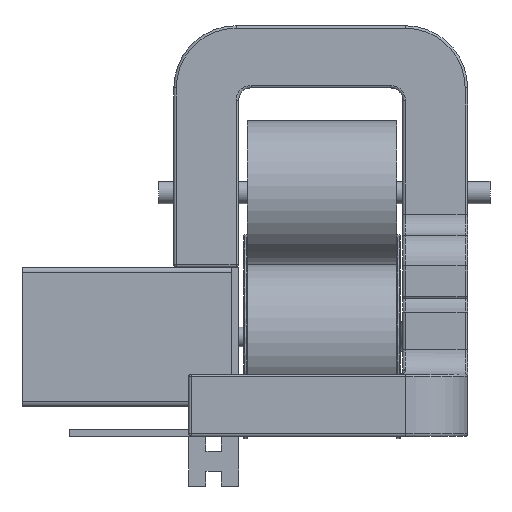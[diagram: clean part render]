
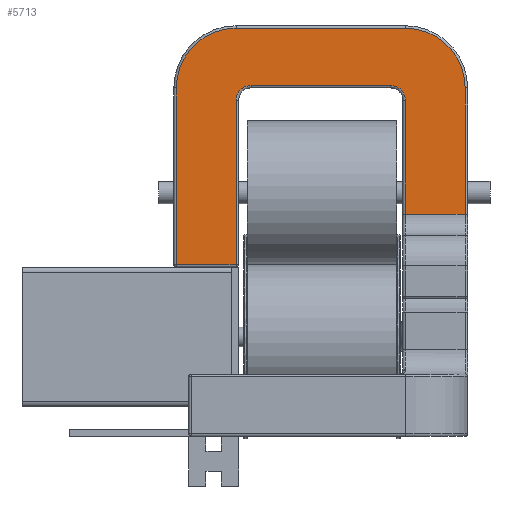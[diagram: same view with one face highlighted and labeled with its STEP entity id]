
A CAD part, front view. The second image highlights one B-rep face of the part: STEP entity #5713.
In plain terms, the highlighted planar face has unit normal (0, -1, 0).
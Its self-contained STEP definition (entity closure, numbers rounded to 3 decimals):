
#515=CIRCLE('',#6427,6.);
#522=CIRCLE('',#6441,24.);
#528=CIRCLE('',#6453,24.);
#529=CIRCLE('',#6454,6.);
#1078=FACE_OUTER_BOUND('',#1493,.T.);
#1493=EDGE_LOOP('',(#5013,#5014,#5015,#5016,#5017,#5018,#5019,#5020,#5021,
#5022,#5023,#5024));
#1913=LINE('',#10360,#2300);
#1914=LINE('',#10369,#2301);
#1918=LINE('',#10391,#2305);
#1920=LINE('',#10401,#2307);
#1921=LINE('',#10404,#2308);
#1922=LINE('',#10408,#2309);
#1923=LINE('',#10410,#2310);
#1924=LINE('',#10412,#2311);
#2300=VECTOR('',#8145,10.);
#2301=VECTOR('',#8158,10.);
#2305=VECTOR('',#8190,10.);
#2307=VECTOR('',#8206,8.5);
#2308=VECTOR('',#8209,10.);
#2309=VECTOR('',#8212,10.);
#2310=VECTOR('',#8213,10.);
#2311=VECTOR('',#8214,10.);
#2761=VERTEX_POINT('',#10353);
#2764=VERTEX_POINT('',#10358);
#2765=VERTEX_POINT('',#10362);
#2766=VERTEX_POINT('',#10367);
#2768=VERTEX_POINT('',#10383);
#2769=VERTEX_POINT('',#10385);
#2770=VERTEX_POINT('',#10389);
#2772=VERTEX_POINT('',#10403);
#2773=VERTEX_POINT('',#10405);
#2774=VERTEX_POINT('',#10407);
#2775=VERTEX_POINT('',#10409);
#2776=VERTEX_POINT('',#10411);
#3512=EDGE_CURVE('',#2764,#2761,#1913,.T.);
#3514=EDGE_CURVE('',#2765,#2764,#515,.T.);
#3517=EDGE_CURVE('',#2766,#2765,#1914,.T.);
#3525=EDGE_CURVE('',#2768,#2769,#522,.T.);
#3528=EDGE_CURVE('',#2769,#2770,#1918,.T.);
#3533=EDGE_CURVE('',#2770,#2766,#1920,.T.);
#3534=EDGE_CURVE('',#2772,#2768,#1921,.T.);
#3535=EDGE_CURVE('',#2773,#2772,#528,.T.);
#3536=EDGE_CURVE('',#2774,#2773,#1922,.T.);
#3537=EDGE_CURVE('',#2775,#2774,#1923,.T.);
#3538=EDGE_CURVE('',#2776,#2775,#1924,.T.);
#3539=EDGE_CURVE('',#2761,#2776,#529,.T.);
#5013=ORIENTED_EDGE('',*,*,#3517,.F.);
#5014=ORIENTED_EDGE('',*,*,#3533,.F.);
#5015=ORIENTED_EDGE('',*,*,#3528,.F.);
#5016=ORIENTED_EDGE('',*,*,#3525,.F.);
#5017=ORIENTED_EDGE('',*,*,#3534,.F.);
#5018=ORIENTED_EDGE('',*,*,#3535,.F.);
#5019=ORIENTED_EDGE('',*,*,#3536,.F.);
#5020=ORIENTED_EDGE('',*,*,#3537,.F.);
#5021=ORIENTED_EDGE('',*,*,#3538,.F.);
#5022=ORIENTED_EDGE('',*,*,#3539,.F.);
#5023=ORIENTED_EDGE('',*,*,#3512,.F.);
#5024=ORIENTED_EDGE('',*,*,#3514,.F.);
#5372=PLANE('',#6452);
#5713=ADVANCED_FACE('',(#1078),#5372,.T.);
#6427=AXIS2_PLACEMENT_3D('',#10364,#8150,#8151);
#6441=AXIS2_PLACEMENT_3D('',#10386,#8182,#8183);
#6452=AXIS2_PLACEMENT_3D('',#10402,#8207,#8208);
#6453=AXIS2_PLACEMENT_3D('',#10406,#8210,#8211);
#6454=AXIS2_PLACEMENT_3D('',#10413,#8215,#8216);
#8145=DIRECTION('',(-1.,0.,0.));
#8150=DIRECTION('center_axis',(0.,-1.,0.));
#8151=DIRECTION('ref_axis',(0.707,0.,0.707));
#8158=DIRECTION('',(0.,0.,1.));
#8182=DIRECTION('center_axis',(0.,1.,0.));
#8183=DIRECTION('ref_axis',(0.8,0.,0.6));
#8190=DIRECTION('',(0.,0.,-1.));
#8206=DIRECTION('',(-1.,0.,0.));
#8207=DIRECTION('center_axis',(0.,-1.,0.));
#8208=DIRECTION('ref_axis',(1.,0.,0.));
#8209=DIRECTION('',(1.,0.,0.));
#8210=DIRECTION('center_axis',(0.,1.,0.));
#8211=DIRECTION('ref_axis',(-0.707,0.,0.707));
#8212=DIRECTION('',(0.,0.,1.));
#8213=DIRECTION('',(-1.,0.,0.));
#8214=DIRECTION('',(0.,0.,-1.));
#8215=DIRECTION('center_axis',(0.,-1.,0.));
#8216=DIRECTION('ref_axis',(-0.707,0.,0.707));
#10353=CARTESIAN_POINT('',(5.,13.,161.));
#10358=CARTESIAN_POINT('',(61.,13.,161.));
#10360=CARTESIAN_POINT('',(79.,13.,161.));
#10362=CARTESIAN_POINT('',(67.,13.,155.));
#10364=CARTESIAN_POINT('Origin',(61.,13.,155.));
#10367=CARTESIAN_POINT('',(67.,13.,109.285));
#10369=CARTESIAN_POINT('',(67.,13.,80.));
#10383=CARTESIAN_POINT('',(67.,13.,184.));
#10385=CARTESIAN_POINT('',(91.,13.,160.));
#10386=CARTESIAN_POINT('Origin',(67.,13.,160.));
#10389=CARTESIAN_POINT('',(91.,13.,109.285));
#10391=CARTESIAN_POINT('',(91.,13.,80.));
#10401=CARTESIAN_POINT('',(66.,13.,109.285));
#10402=CARTESIAN_POINT('Origin',(67.,13.,80.));
#10403=CARTESIAN_POINT('',(-1.,13.,184.));
#10404=CARTESIAN_POINT('',(79.,13.,184.));
#10405=CARTESIAN_POINT('',(-25.,13.,160.));
#10406=CARTESIAN_POINT('Origin',(-1.,13.,160.));
#10407=CARTESIAN_POINT('',(-25.,13.,89.));
#10408=CARTESIAN_POINT('',(-25.,13.,120.));
#10409=CARTESIAN_POINT('',(-1.,13.,89.));
#10410=CARTESIAN_POINT('',(34.5,13.,89.));
#10411=CARTESIAN_POINT('',(-1.,13.,155.));
#10412=CARTESIAN_POINT('',(-1.,13.,120.));
#10413=CARTESIAN_POINT('Origin',(5.,13.,155.));
